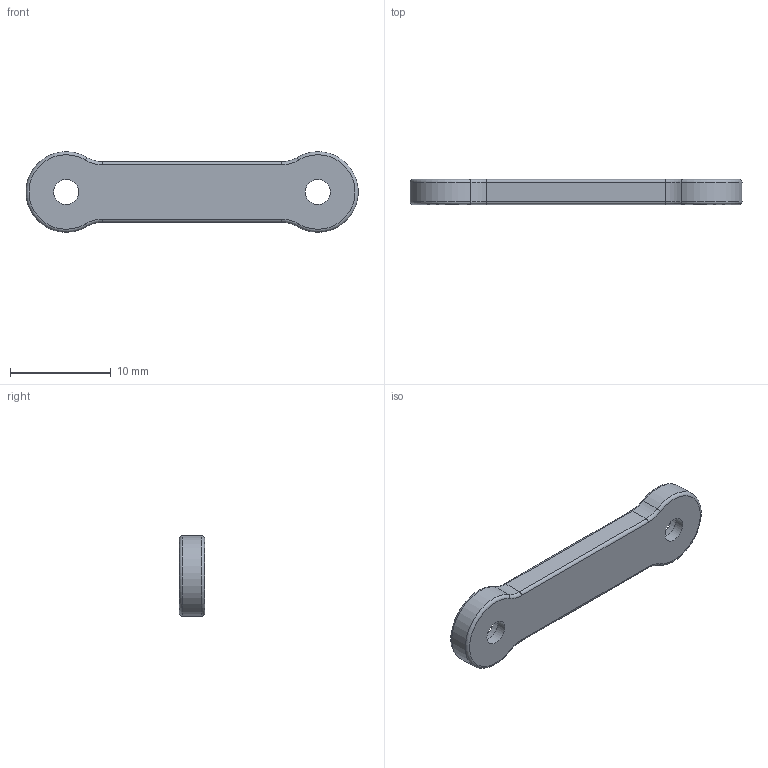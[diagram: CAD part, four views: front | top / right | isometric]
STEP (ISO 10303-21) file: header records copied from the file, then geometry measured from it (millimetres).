
FILE_DESCRIPTION(/* description */ (''),/* implementation_level */ '2;1');
FILE_NAME(/* name */ 'BRAÇO ROBÓTICO - Garra A2a_ipt_ad69c09e.STEP',/* time_stamp */ '2023-09-21T12:22:25-03:00',/* author */ ('Araújo, I.'),/* organization */ (''),/* preprocessor_version */ 'ST-DEVELOPER v18.1',/* originating_system */ 'Autodesk Inventor 2021',/* authorisation */ '');
FILE_SCHEMA (('AUTOMOTIVE_DESIGN { 1 0 10303 214 3 1 1 }'));
Length unit declared in the file: millimetre
Products named in the file (1): BRAÇO ROBÓTICO - Garra A2
Bounding box: 32.97 x 2.5 x 8 mm (x, y, z)
Volume: 448 mm3; surface area: 628.9 mm2
Topology: 1 solids, 1 shells, 32 faces, 73 edges, 45 vertices
Faces by surface type: cylinder 14, torus 12, plane 6
Full cylindrical faces by diameter (mm): 2.5 x2, 5 x2
Entity records: 980 total; most frequent: DIRECTION 192, CARTESIAN_POINT 151, ORIENTED_EDGE 146, AXIS2_PLACEMENT_3D 86, EDGE_CURVE 73, CIRCLE 53, VERTEX_POINT 45, EDGE_LOOP 38
